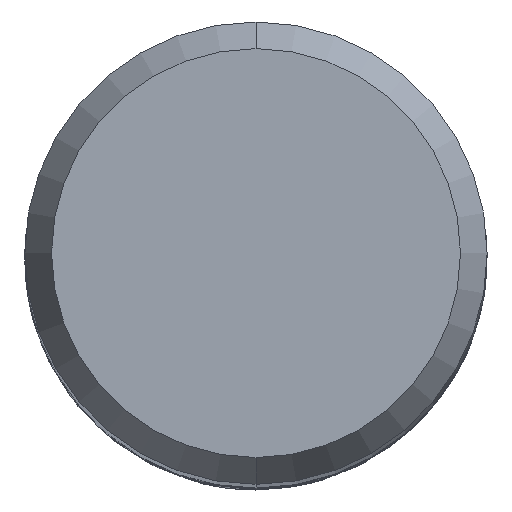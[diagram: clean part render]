
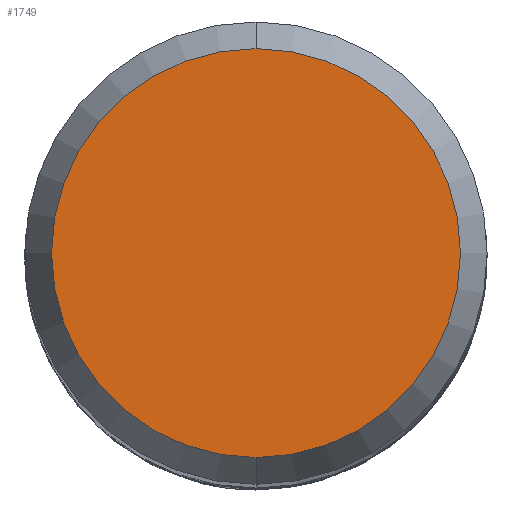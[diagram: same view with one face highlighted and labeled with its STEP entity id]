
A CAD part, top view. The second image highlights one B-rep face of the part: STEP entity #1749.
In plain terms, the highlighted planar face has unit normal (0, 0, 1).
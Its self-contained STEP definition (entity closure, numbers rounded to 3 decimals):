
#1241=VERTEX_POINT('',#2695);
#1441=VERTEX_POINT('',#2909);
#1749=ADVANCED_FACE('',(#3246),#3247,.T.);
#1775=EDGE_CURVE('',#1241,#1441,#3275,.T.);
#2069=EDGE_CURVE('',#1441,#1241,#3598,.T.);
#2695=CARTESIAN_POINT('',(0.,-4.423,0.0));
#2909=CARTESIAN_POINT('',(0.0,4.423,0.0));
#3246=FACE_OUTER_BOUND('',#16198,.T.);
#3247=PLANE('',#16199);
#3275=CIRCLE('',#16282,4.423);
#3598=CIRCLE('',#20572,4.423);
#16198=EDGE_LOOP('',(#21890,#21891));
#16199=AXIS2_PLACEMENT_3D('',#21892,#21893,#21894);
#16282=AXIS2_PLACEMENT_3D('',#21916,#21917,#21918);
#20572=AXIS2_PLACEMENT_3D('',#22223,#22224,#22225);
#21890=ORIENTED_EDGE('',*,*,#2069,.F.);
#21891=ORIENTED_EDGE('',*,*,#1775,.F.);
#21892=CARTESIAN_POINT('',(0.0,2.211,0.0));
#21893=DIRECTION('',(-0.0,0.0,1.0));
#21894=DIRECTION('',(0.0,-1.0,0.0));
#21916=CARTESIAN_POINT('',(0.0,0.0,0.0));
#21917=DIRECTION('',(0.0,0.0,-1.0));
#21918=DIRECTION('',(0.0,1.0,0.0));
#22223=CARTESIAN_POINT('',(0.0,0.0,0.0));
#22224=DIRECTION('',(0.0,0.0,-1.0));
#22225=DIRECTION('',(0.0,1.0,0.0));
